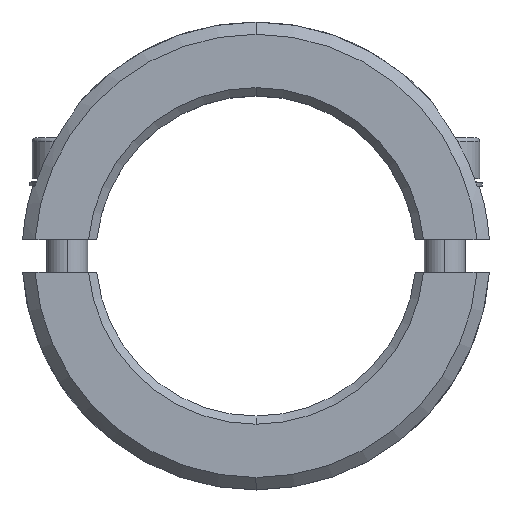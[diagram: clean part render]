
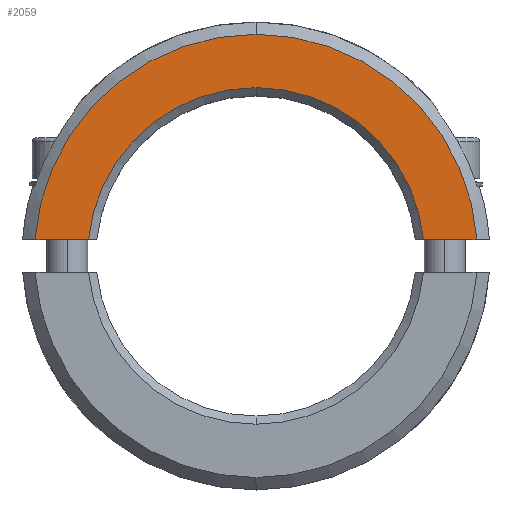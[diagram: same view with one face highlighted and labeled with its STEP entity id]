
A CAD part, top view. The second image highlights one B-rep face of the part: STEP entity #2059.
In plain terms, the highlighted planar face has unit normal (0, 0, 1).
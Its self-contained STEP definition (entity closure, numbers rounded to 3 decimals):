
#839=EDGE_CURVE('NONE',#1871,#997,#2241,.T.);
#861=EDGE_CURVE('NONE',#941,#863,#2265,.T.);
#863=VERTEX_POINT('NONE',#2267);
#941=VERTEX_POINT('NONE',#2356);
#997=VERTEX_POINT('NONE',#2422);
#1005=EDGE_CURVE('NONE',#863,#1285,#2431,.T.);
#1149=EDGE_CURVE('NONE',#1285,#1925,#2594,.T.);
#1165=EDGE_CURVE('NONE',#1925,#997,#2612,.T.);
#1203=EDGE_CURVE('NONE',#941,#1871,#2652,.T.);
#1285=VERTEX_POINT('',#2742);
#1871=VERTEX_POINT('NONE',#3392);
#1925=VERTEX_POINT('NONE',#3450);
#2059=ADVANCED_FACE('NONE',(#3595),#3596,.F.);
#2241=CIRCLE('',#3824,20.5);
#2265=LINE('',#3854,#3855);
#2267=CARTESIAN_POINT('',(26.926,2.0,0.));
#2356=CARTESIAN_POINT('',(20.402,2.0,0.));
#2422=CARTESIAN_POINT('',(-20.402,2.0,0.));
#2431=CIRCLE('',#4072,27.0);
#2594=CIRCLE('',#4294,27.0);
#2612=LINE('',#4316,#4317);
#2652=CIRCLE('',#4375,20.5);
#2742=CARTESIAN_POINT('',(0.,27.0,0.));
#3392=CARTESIAN_POINT('',(0.,20.5,0.));
#3450=CARTESIAN_POINT('',(-26.926,2.0,0.));
#3595=FACE_OUTER_BOUND('',#5792,.T.);
#3596=PLANE('',#5793);
#3824=AXIS2_PLACEMENT_3D('',#5959,#5960,#5961);
#3854=CARTESIAN_POINT('',(-20.5,2.0,0.));
#3855=VECTOR('',#5990,1000.0);
#4072=AXIS2_PLACEMENT_3D('',#6215,#6216,#6217);
#4294=AXIS2_PLACEMENT_3D('',#6451,#6452,#6453);
#4316=CARTESIAN_POINT('',(-20.5,2.0,0.));
#4317=VECTOR('',#6479,1000.0);
#4375=AXIS2_PLACEMENT_3D('',#6513,#6514,#6515);
#5792=EDGE_LOOP('',(#7584,#7585,#7586,#7587,#7588,#7589));
#5793=AXIS2_PLACEMENT_3D('',#7590,#7591,#7592);
#5959=CARTESIAN_POINT('',(0.0,0.0,0.0));
#5960=DIRECTION('',(0.,0.,1.0));
#5961=DIRECTION('',(0.,1.0,0.));
#5990=DIRECTION('',(1.0,0.,0.));
#6215=CARTESIAN_POINT('',(0.0,0.0,0.0));
#6216=DIRECTION('',(0.,0.,1.0));
#6217=DIRECTION('',(0.,1.0,0.));
#6451=CARTESIAN_POINT('',(0.0,0.0,0.0));
#6452=DIRECTION('',(0.,0.,1.0));
#6453=DIRECTION('',(0.,1.0,0.));
#6479=DIRECTION('',(1.0,0.,0.));
#6513=CARTESIAN_POINT('',(0.0,0.0,0.0));
#6514=DIRECTION('',(0.,0.,1.0));
#6515=DIRECTION('',(0.,1.0,0.));
#7584=ORIENTED_EDGE('',*,*,#1005,.T.);
#7585=ORIENTED_EDGE('',*,*,#1149,.T.);
#7586=ORIENTED_EDGE('',*,*,#1165,.T.);
#7587=ORIENTED_EDGE('',*,*,#839,.F.);
#7588=ORIENTED_EDGE('',*,*,#1203,.F.);
#7589=ORIENTED_EDGE('',*,*,#861,.T.);
#7590=CARTESIAN_POINT('',(-20.5,0.,0.));
#7591=DIRECTION('',(0.,0.,-1.0));
#7592=DIRECTION('',(0.,-1.0,0.));
